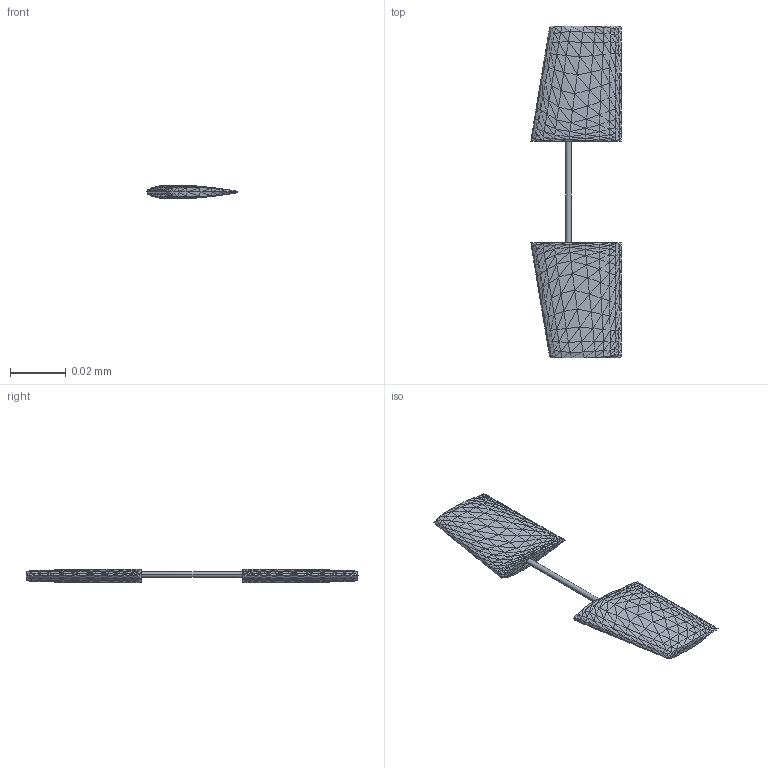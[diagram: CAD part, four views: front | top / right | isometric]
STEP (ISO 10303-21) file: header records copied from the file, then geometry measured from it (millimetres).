
FILE_DESCRIPTION((''),'2;1');
FILE_NAME('PRT0001','2023-02-07T14:57:52',('vpetrov'),(''),'CREO PARAMETRIC BY PTC INC, 2022414','CREO PARAMETRIC BY PTC INC, 2022414','');
FILE_SCHEMA(('CONFIG_CONTROL_DESIGN'));
Length unit declared in the file: metre
Products named in the file (1): PRT0001
Bounding box: 0.03 x 0.12 x 0.01 mm (x, y, z)
Volume: 0 mm3; surface area: 0 mm2
Topology: 1 solids, 3 shells, 1236 faces, 1862 edges, 628 vertices
Faces by surface type: plane 1234, cylinder 2
Entity records: 24272 total; most frequent: DIRECTION 4332, CARTESIAN_POINT 3788, ORIENTED_EDGE 3708, EDGE_CURVE 1862, VECTOR 1858, LINE 1858, AXIS2_PLACEMENT_3D 1237, EDGE_LOOP 1236
